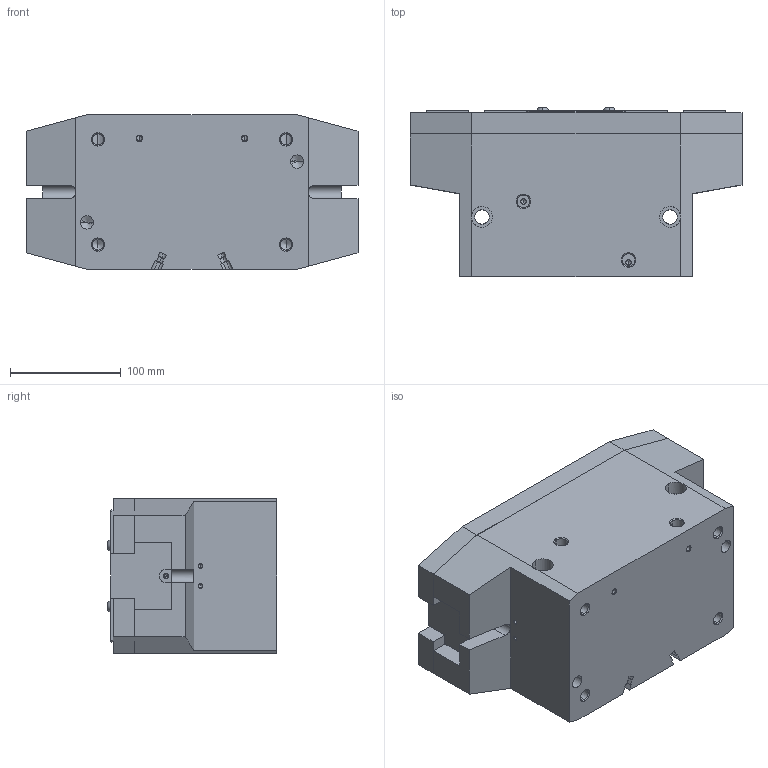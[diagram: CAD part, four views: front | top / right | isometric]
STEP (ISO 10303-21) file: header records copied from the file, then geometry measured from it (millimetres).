
FILE_DESCRIPTION( ( '' ), '1' );
FILE_NAME( 'qpg230s_op230snc_0_2_14a.stp', '2010-10-25T14:15:30', ( '' ), ( '' ), ' ', ' ', ' ' );
FILE_SCHEMA( ( 'automotive_design' ) );
Length unit declared in the file: millimetre
Products named in the file (3): 1; 2; 3
Bounding box: 300 x 153.3 x 140 mm (x, y, z)
Volume: 4863601.9 mm3; surface area: 363204.2 mm2
Topology: 3 solids, 3 shells, 530 faces, 1344 edges, 830 vertices
Faces by surface type: plane 286, cylinder 132, cone 104, torus 8
Entity records: 30668 total; most frequent: CARTESIAN_POINT 2801, DIRECTION 2742, STYLED_ITEM 2667, PRESENTATION_STYLE_ASSIGNMENT 2667, COLOUR_RGB 2667, ORIENTED_EDGE 2608, EDGE_CURVE 1304, CURVE_STYLE 1304
